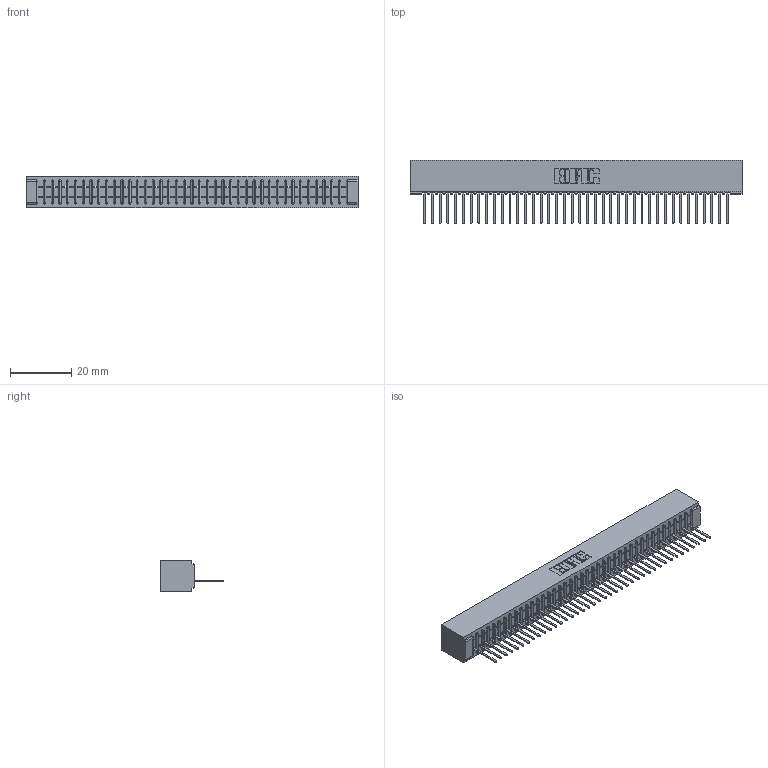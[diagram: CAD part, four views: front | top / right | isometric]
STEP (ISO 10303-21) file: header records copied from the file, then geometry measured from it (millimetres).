
FILE_DESCRIPTION (( 'STEP AP203' ), '1' );
FILE_NAME ('341-040-522-101.STEP', '2018-08-07T00:24:22', ( '' ), ( '' ), 'SwSTEP 2.0', 'SolidWorks 2016', '' );
FILE_SCHEMA (( 'CONFIG_CONTROL_DESIGN' ));
Length unit declared in the file: inch
Products named in the file (3): 341 Part_No Mounting Lugs; 341-292-001_341-292-122; 341-040-522-101
Assembly tree (41 placements, depth 2):
  341-040-522-101
    341 Part_No Mounting Lugs
    341-292-001_341-292-122  x40
Bounding box: 108.58 x 20.62 x 10.16 mm (x, y, z)
Volume: 8021.1 mm3; surface area: 13204 mm2
Topology: 41 solids, 41 shells, 3388 faces, 9772 edges, 6270 vertices
Faces by surface type: plane 2104, cylinder 1124, sphere 82, torus 78
Entity records: 47117 total; most frequent: CARTESIAN_POINT 8004, ORIENTED_EDGE 7992, DIRECTION 7726, EDGE_CURVE 3996, VECTOR 3230, LINE 3230, VERTEX_POINT 2526, AXIS2_PLACEMENT_3D 2248
